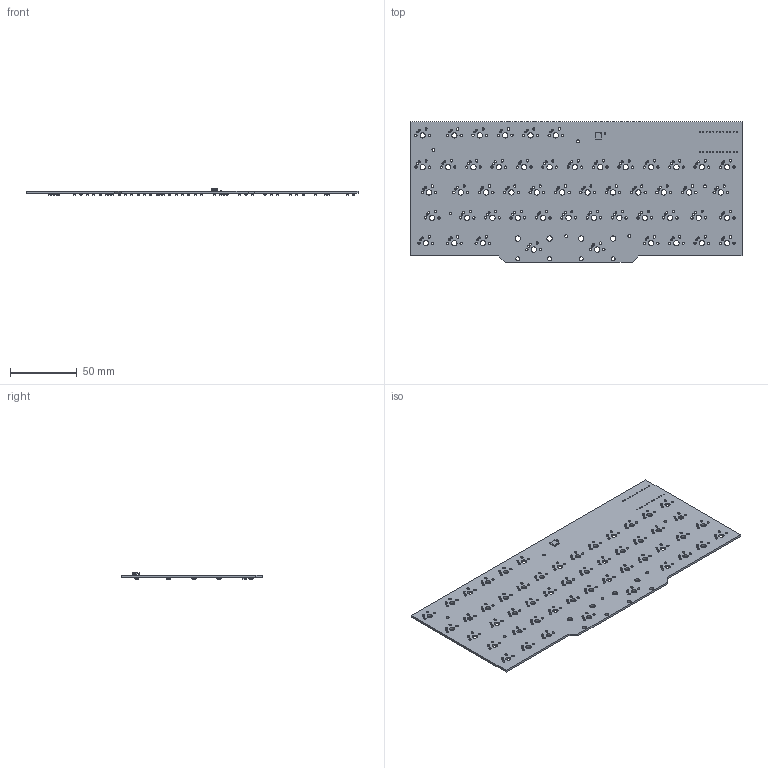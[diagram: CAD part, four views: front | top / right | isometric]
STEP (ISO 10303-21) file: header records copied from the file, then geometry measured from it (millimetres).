
FILE_DESCRIPTION(('KiCad electronic assembly'),'2;1');
FILE_NAME('shrimple_pcb_3.step','2025-01-25T19:50:34',('Pcbnew'),( 'Kicad'),'Open CASCADE STEP processor 7.8','KiCad to STEP converter' ,'Unknown');
FILE_SCHEMA(('AUTOMOTIVE_DESIGN { 1 0 10303 214 1 1 1 1 }'));
Length unit declared in the file: millimetre
Products named in the file (10): shrimple_pcb_3 1; C_0603_1608Metric; COM-16347_SPK; part; D_SOD-123; D_SOD_123; R_0805_2012Metric; _autosave-shrimple_PCB
Assembly tree (60 placements, depth 3):
  shrimple_pcb_3 1
    C_0603_1608Metric
      C_0603_1608Metric
    COM-16347_SPK
      part
    D_SOD-123  x52
      D_SOD_123
    R_0805_2012Metric
      R_0805_2012Metric
    _autosave-shrimple_PCB
Bounding box: 249.2 x 105.6 x 4.55 mm (x, y, z)
Volume: 39129.7 mm3; surface area: 54353 mm2
Topology: 61 solids, 61 shells, 4067 faces, 9773 edges, 5882 vertices
Faces by surface type: plane 1816, bspline 1352, cylinder 899
Full cylindrical faces by diameter (mm): 0.25 x1, 0.8 x24, 1.47 x104, 1.75 x104, 2.2 x6, 3.048 x4, 3.988 x56
Entity records: 24585 total; most frequent: DIRECTION 4136, CARTESIAN_POINT 3829, ORIENTED_EDGE 3634, EDGE_CURVE 1817, AXIS2_PLACEMENT_3D 1667, FACE_BOUND 1353, EDGE_LOOP 1353, VERTEX_POINT 1190
